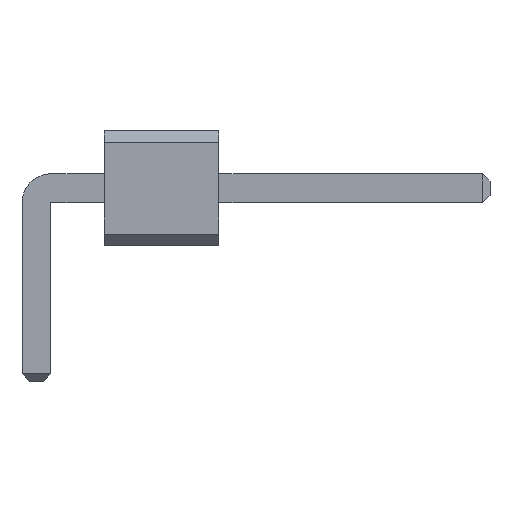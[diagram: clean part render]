
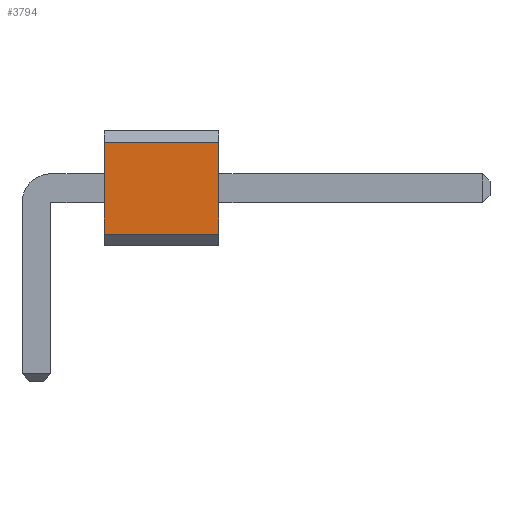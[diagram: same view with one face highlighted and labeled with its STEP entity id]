
A CAD part, front view. The second image highlights one B-rep face of the part: STEP entity #3794.
In plain terms, the highlighted planar face has unit normal (0, -1, 0).
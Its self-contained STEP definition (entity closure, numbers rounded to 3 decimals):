
#454 = VERTEX_POINT('',#455);
#455 = CARTESIAN_POINT('',(1.5,-34.29,2.286));
#461 = EDGE_CURVE('',#462,#454,#464,.T.);
#462 = VERTEX_POINT('',#463);
#463 = CARTESIAN_POINT('',(1.5,-34.29,0.254));
#464 = LINE('',#465,#466);
#465 = CARTESIAN_POINT('',(1.5,-34.29,0.254));
#466 = VECTOR('',#467,1.);
#467 = DIRECTION('',(0.,0.,1.));
#1603 = VERTEX_POINT('',#1604);
#1604 = CARTESIAN_POINT('',(4.04,-34.29,2.286));
#1610 = EDGE_CURVE('',#1611,#1603,#1613,.T.);
#1611 = VERTEX_POINT('',#1612);
#1612 = CARTESIAN_POINT('',(4.04,-34.29,0.254));
#1613 = LINE('',#1614,#1615);
#1614 = CARTESIAN_POINT('',(4.04,-34.29,0.254));
#1615 = VECTOR('',#1616,1.);
#1616 = DIRECTION('',(0.,0.,1.));
#3766 = EDGE_CURVE('',#462,#1611,#3767,.T.);
#3767 = LINE('',#3768,#3769);
#3768 = CARTESIAN_POINT('',(1.5,-34.29,0.254));
#3769 = VECTOR('',#3770,1.);
#3770 = DIRECTION('',(1.,0.,0.));
#3794 = ADVANCED_FACE('',(#3795),#3806,.T.);
#3795 = FACE_BOUND('',#3796,.T.);
#3796 = EDGE_LOOP('',(#3797,#3798,#3799,#3805));
#3797 = ORIENTED_EDGE('',*,*,#3766,.T.);
#3798 = ORIENTED_EDGE('',*,*,#1610,.T.);
#3799 = ORIENTED_EDGE('',*,*,#3800,.F.);
#3800 = EDGE_CURVE('',#454,#1603,#3801,.T.);
#3801 = LINE('',#3802,#3803);
#3802 = CARTESIAN_POINT('',(1.5,-34.29,2.286));
#3803 = VECTOR('',#3804,1.);
#3804 = DIRECTION('',(1.,0.,0.));
#3805 = ORIENTED_EDGE('',*,*,#461,.F.);
#3806 = PLANE('',#3807);
#3807 = AXIS2_PLACEMENT_3D('',#3808,#3809,#3810);
#3808 = CARTESIAN_POINT('',(1.5,-34.29,0.254));
#3809 = DIRECTION('',(0.,-1.,0.));
#3810 = DIRECTION('',(0.,0.,1.));
